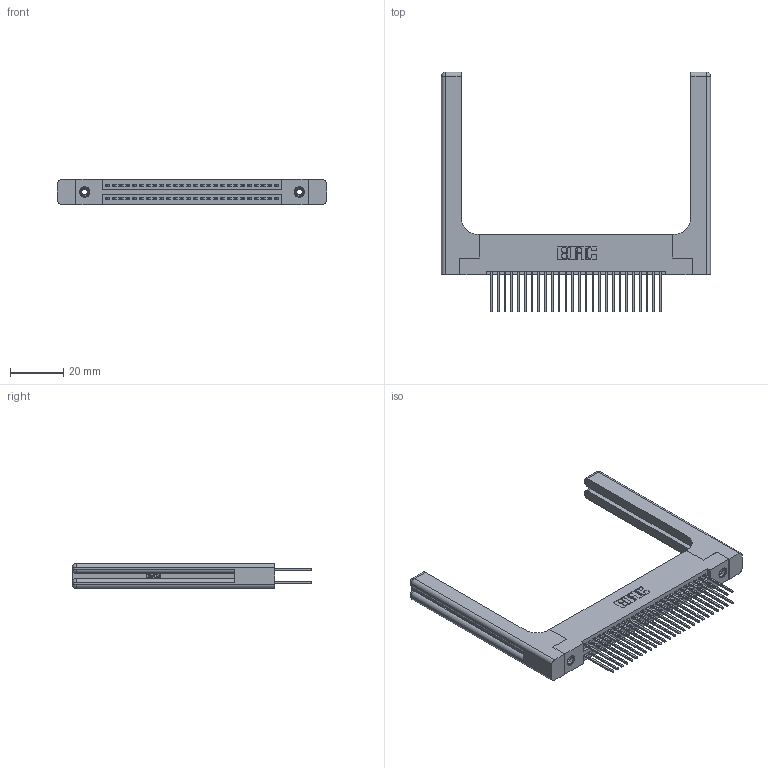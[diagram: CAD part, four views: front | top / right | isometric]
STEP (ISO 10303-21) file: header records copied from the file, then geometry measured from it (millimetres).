
FILE_DESCRIPTION (( 'STEP AP203' ), '1' );
FILE_NAME ('345-052-540-258.STEP', '2019-10-29T14:41:17', ( '' ), ( '' ), 'SwSTEP 2.0', 'SolidWorks 2016', '' );
FILE_SCHEMA (( 'CONFIG_CONTROL_DESIGN' ));
Length unit declared in the file: inch
Products named in the file (5): 345-292-001_345-293-140; 345-052-540-258; 345-220-058_345-220-058; 345 Part_Flush Mounting Lugs - 0.156 Dia-TH; 345-250-001_345-250-001-102
Assembly tree (57 placements, depth 2):
  345-052-540-258
    345 Part_Flush Mounting Lugs - 0.156 Dia-TH
    345-292-001_345-293-140  x52
    345-250-001_345-250-001-102  x2
    345-220-058_345-220-058  x2
Bounding box: 101.07 x 90.09 x 9.4 mm (x, y, z)
Volume: 18341.4 mm3; surface area: 20247.6 mm2
Topology: 57 solids, 57 shells, 2982 faces, 8755 edges, 5746 vertices
Faces by surface type: plane 1944, cylinder 978, bspline 36, cone 12, sphere 8, torus 4
Entity records: 27754 total; most frequent: CARTESIAN_POINT 5661, ORIENTED_EDGE 4392, DIRECTION 3944, EDGE_CURVE 2196, LINE 1868, VECTOR 1868, VERTEX_POINT 1454, AXIS2_PLACEMENT_3D 1038
